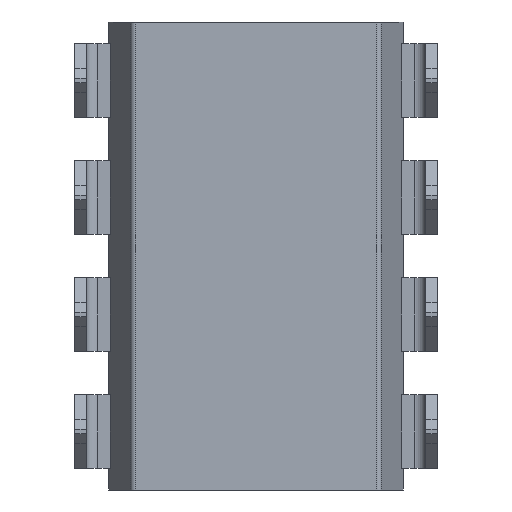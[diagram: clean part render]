
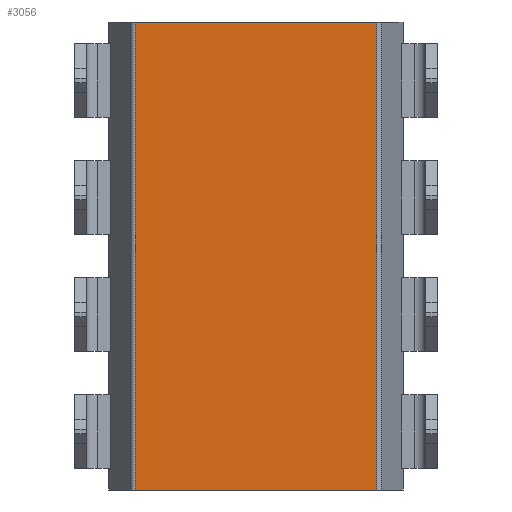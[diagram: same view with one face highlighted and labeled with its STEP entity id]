
A CAD part, front view. The second image highlights one B-rep face of the part: STEP entity #3056.
In plain terms, the highlighted planar face has unit normal (0, -1, 0).
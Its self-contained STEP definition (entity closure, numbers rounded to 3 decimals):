
#114=PLANE('',#3262);
#377=FACE_OUTER_BOUND('',#523,.T.);
#523=EDGE_LOOP('',(#2786,#2787,#2788,#2789));
#670=LINE('',#4373,#1034);
#815=LINE('',#4715,#1179);
#864=LINE('',#4831,#1228);
#866=LINE('',#4837,#1230);
#1034=VECTOR('',#3559,10.);
#1179=VECTOR('',#3866,10.);
#1228=VECTOR('',#3975,10.);
#1230=VECTOR('',#3983,10.);
#1435=VERTEX_POINT('',#4370);
#1436=VERTEX_POINT('',#4372);
#1552=VERTEX_POINT('',#4714);
#1589=VERTEX_POINT('',#4830);
#1768=EDGE_CURVE('',#1435,#1436,#670,.T.);
#1939=EDGE_CURVE('',#1552,#1436,#815,.T.);
#1997=EDGE_CURVE('',#1589,#1552,#864,.T.);
#2001=EDGE_CURVE('',#1589,#1435,#866,.T.);
#2786=ORIENTED_EDGE('',*,*,#2001,.F.);
#2787=ORIENTED_EDGE('',*,*,#1997,.T.);
#2788=ORIENTED_EDGE('',*,*,#1939,.T.);
#2789=ORIENTED_EDGE('',*,*,#1768,.F.);
#3056=ADVANCED_FACE('',(#377),#114,.T.);
#3262=AXIS2_PLACEMENT_3D('',#4838,#3984,#3985);
#3559=DIRECTION('',(-1.,0.,0.));
#3866=DIRECTION('',(0.,0.,-1.));
#3975=DIRECTION('',(-1.,0.,0.));
#3983=DIRECTION('',(0.,0.,-1.));
#3984=DIRECTION('center_axis',(0.,-1.,0.));
#3985=DIRECTION('ref_axis',(-1.,0.,0.));
#4370=CARTESIAN_POINT('',(-0.074,0.,-10.16));
#4372=CARTESIAN_POINT('',(-5.326,0.,-10.16));
#4373=CARTESIAN_POINT('',(0.,0.,-10.16));
#4714=CARTESIAN_POINT('',(-5.326,0.,0.));
#4715=CARTESIAN_POINT('',(-5.326,0.,-7.62));
#4830=CARTESIAN_POINT('',(-0.074,0.,0.));
#4831=CARTESIAN_POINT('',(0.,0.,0.));
#4837=CARTESIAN_POINT('',(-0.074,0.,0.));
#4838=CARTESIAN_POINT('Origin',(0.,0.,0.));
